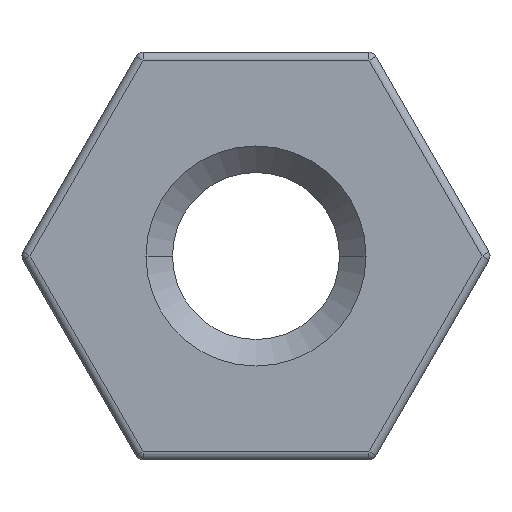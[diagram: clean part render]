
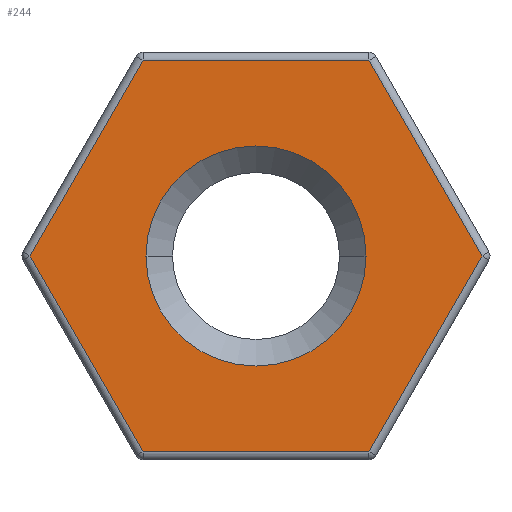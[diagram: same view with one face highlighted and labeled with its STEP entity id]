
A CAD part, left-side view. The second image highlights one B-rep face of the part: STEP entity #244.
In plain terms, the highlighted planar face has unit normal (-1, 0, 0).
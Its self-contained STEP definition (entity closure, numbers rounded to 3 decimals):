
#17 = CARTESIAN_POINT ( 'NONE',  ( 0., 0., 0. ) ) ;
#32 = EDGE_LOOP ( 'NONE', ( #750, #884, #110, #417, #817, #735 ) ) ;
#43 = CARTESIAN_POINT ( 'NONE',  ( 0., -1.386, 2.4 ) ) ;
#50 = CIRCLE ( 'NONE', #1260, 1.35 ) ;
#74 = PLANE ( 'NONE',  #1048 ) ;
#86 = LINE ( 'NONE', #272, #604 ) ;
#98 = VERTEX_POINT ( 'NONE', #419 ) ;
#110 = ORIENTED_EDGE ( 'NONE', *, *, #436, .T. ) ;
#119 = CARTESIAN_POINT ( 'NONE',  ( 0., 2.078, -1.2 ) ) ;
#130 = EDGE_CURVE ( 'NONE', #388, #420, #987, .T. ) ;
#134 = DIRECTION ( 'NONE',  ( 0., 1., 0. ) ) ;
#138 = CARTESIAN_POINT ( 'NONE',  ( 0., -1.35, 0. ) ) ;
#147 = DIRECTION ( 'NONE',  ( 0., 1., 0. ) ) ;
#176 = CARTESIAN_POINT ( 'NONE',  ( 0., 0., 2.4 ) ) ;
#185 = EDGE_CURVE ( 'NONE', #400, #1058, #50, .T. ) ;
#235 = LINE ( 'NONE', #932, #713 ) ;
#244 = ADVANCED_FACE ( 'NONE', ( #261, #1000 ), #74, .F. ) ;
#261 = FACE_OUTER_BOUND ( 'NONE', #32, .T. ) ;
#269 = CARTESIAN_POINT ( 'NONE',  ( 0., 0., 0. ) ) ;
#272 = CARTESIAN_POINT ( 'NONE',  ( 0., -2.078, 1.2 ) ) ;
#293 = CARTESIAN_POINT ( 'NONE',  ( 0., 2.771, 0. ) ) ;
#327 = DIRECTION ( 'NONE',  ( 0., 1., 0. ) ) ;
#334 = LINE ( 'NONE', #599, #1248 ) ;
#388 = VERTEX_POINT ( 'NONE', #43 ) ;
#400 = VERTEX_POINT ( 'NONE', #850 ) ;
#417 = ORIENTED_EDGE ( 'NONE', *, *, #671, .T. ) ;
#419 = CARTESIAN_POINT ( 'NONE',  ( 0., -1.386, -2.4 ) ) ;
#420 = VERTEX_POINT ( 'NONE', #1029 ) ;
#427 = CIRCLE ( 'NONE', #739, 1.35 ) ;
#429 = VERTEX_POINT ( 'NONE', #845 ) ;
#436 = EDGE_CURVE ( 'NONE', #420, #443, #716, .T. ) ;
#443 = VERTEX_POINT ( 'NONE', #293 ) ;
#457 = VERTEX_POINT ( 'NONE', #575 ) ;
#495 = LINE ( 'NONE', #119, #1178 ) ;
#502 = DIRECTION ( 'NONE',  ( 0., -0.5, 0.866 ) ) ;
#508 = DIRECTION ( 'NONE',  ( 1., 0., 0. ) ) ;
#575 = CARTESIAN_POINT ( 'NONE',  ( 0., 1.386, -2.4 ) ) ;
#599 = CARTESIAN_POINT ( 'NONE',  ( 0., -2.078, -1.2 ) ) ;
#604 = VECTOR ( 'NONE', #737, 1000. ) ;
#671 = EDGE_CURVE ( 'NONE', #443, #457, #495, .T. ) ;
#713 = VECTOR ( 'NONE', #1031, 1000. ) ;
#716 = LINE ( 'NONE', #930, #890 ) ;
#721 = EDGE_LOOP ( 'NONE', ( #734, #1253 ) ) ;
#729 = DIRECTION ( 'NONE',  ( 1., 0., 0. ) ) ;
#734 = ORIENTED_EDGE ( 'NONE', *, *, #185, .T. ) ;
#735 = ORIENTED_EDGE ( 'NONE', *, *, #1155, .T. ) ;
#737 = DIRECTION ( 'NONE',  ( 0., 0.5, 0.866 ) ) ;
#739 = AXIS2_PLACEMENT_3D ( 'NONE', #17, #729, #134 ) ;
#740 = DIRECTION ( 'NONE',  ( 1., 0., 0. ) ) ;
#748 = VECTOR ( 'NONE', #966, 1000. ) ;
#750 = ORIENTED_EDGE ( 'NONE', *, *, #1059, .T. ) ;
#808 = DIRECTION ( 'NONE',  ( 0., -0.5, -0.866 ) ) ;
#817 = ORIENTED_EDGE ( 'NONE', *, *, #907, .T. ) ;
#845 = CARTESIAN_POINT ( 'NONE',  ( 0., -2.771, 0. ) ) ;
#850 = CARTESIAN_POINT ( 'NONE',  ( 0., 1.35, 0. ) ) ;
#884 = ORIENTED_EDGE ( 'NONE', *, *, #130, .T. ) ;
#890 = VECTOR ( 'NONE', #1211, 1000. ) ;
#907 = EDGE_CURVE ( 'NONE', #457, #98, #235, .T. ) ;
#930 = CARTESIAN_POINT ( 'NONE',  ( 0., 2.078, 1.2 ) ) ;
#932 = CARTESIAN_POINT ( 'NONE',  ( 0., 0., -2.4 ) ) ;
#966 = DIRECTION ( 'NONE',  ( 0., 1., 0. ) ) ;
#987 = LINE ( 'NONE', #176, #748 ) ;
#1000 = FACE_BOUND ( 'NONE', #721, .T. ) ;
#1025 = EDGE_CURVE ( 'NONE', #1058, #400, #427, .T. ) ;
#1029 = CARTESIAN_POINT ( 'NONE',  ( 0., 1.386, 2.4 ) ) ;
#1031 = DIRECTION ( 'NONE',  ( 0., -1., 0. ) ) ;
#1044 = CARTESIAN_POINT ( 'NONE',  ( 0., 0., 0. ) ) ;
#1048 = AXIS2_PLACEMENT_3D ( 'NONE', #269, #740, #147 ) ;
#1058 = VERTEX_POINT ( 'NONE', #138 ) ;
#1059 = EDGE_CURVE ( 'NONE', #429, #388, #86, .T. ) ;
#1155 = EDGE_CURVE ( 'NONE', #98, #429, #334, .T. ) ;
#1178 = VECTOR ( 'NONE', #808, 1000. ) ;
#1211 = DIRECTION ( 'NONE',  ( 0., 0.5, -0.866 ) ) ;
#1248 = VECTOR ( 'NONE', #502, 1000. ) ;
#1253 = ORIENTED_EDGE ( 'NONE', *, *, #1025, .T. ) ;
#1260 = AXIS2_PLACEMENT_3D ( 'NONE', #1044, #508, #327 ) ;
